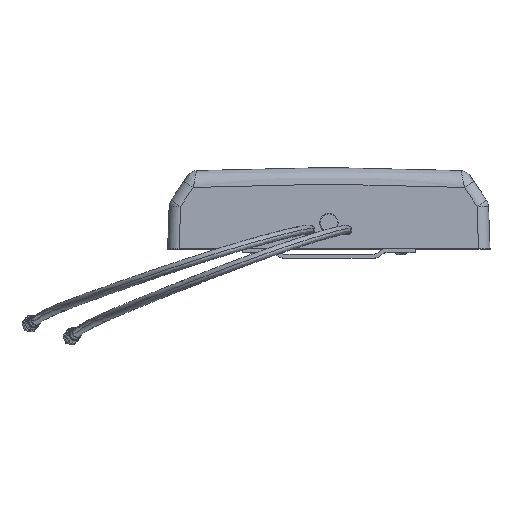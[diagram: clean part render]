
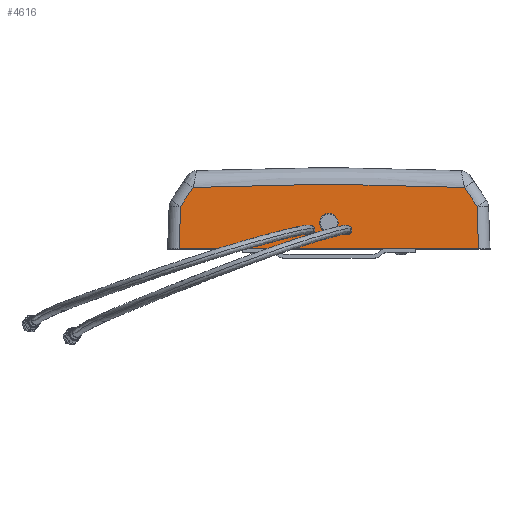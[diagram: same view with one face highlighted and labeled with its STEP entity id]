
A CAD part, top view. The second image highlights one B-rep face of the part: STEP entity #4616.
In plain terms, the highlighted planar face has unit normal (0, 0.035, 0.999).
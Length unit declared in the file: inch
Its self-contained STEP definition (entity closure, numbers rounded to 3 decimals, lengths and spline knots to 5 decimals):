
#4613 = EDGE_CURVE ( 'NONE', #4662, #4683, #13327, .T. ) ;
#4616 = ADVANCED_FACE ( 'NONE', ( #13394, #13302, #13331, #13373 ), #13367, .F. ) ;
#4617 = ORIENTED_EDGE ( 'NONE', *, *, #4637, .T. ) ;
#4623 = ORIENTED_EDGE ( 'NONE', *, *, #4613, .T. ) ;
#4629 = EDGE_CURVE ( 'NONE', #4635, #4662, #13424, .T. ) ;
#4631 = ORIENTED_EDGE ( 'NONE', *, *, #4629, .T. ) ;
#4633 = VERTEX_POINT ( 'NONE', #13372 ) ;
#4635 = VERTEX_POINT ( 'NONE', #13422 ) ;
#4637 = EDGE_CURVE ( 'NONE', #4633, #4635, #13408, .T. ) ;
#4640 = EDGE_CURVE ( 'NONE', #17862, #17867, #13413, .T. ) ;
#4662 = VERTEX_POINT ( 'NONE', #13436 ) ;
#4671 = EDGE_LOOP ( 'NONE', ( #4617, #4631, #4623, #4682, #4679, #4687 ) ) ;
#4679 = ORIENTED_EDGE ( 'NONE', *, *, #4681, .T. ) ;
#4680 = VERTEX_POINT ( 'NONE', #13482 ) ;
#4681 = EDGE_CURVE ( 'NONE', #4686, #4680, #13481, .T. ) ;
#4682 = ORIENTED_EDGE ( 'NONE', *, *, #4688, .T. ) ;
#4683 = VERTEX_POINT ( 'NONE', #13492 ) ;
#4686 = VERTEX_POINT ( 'NONE', #13428 ) ;
#4687 = ORIENTED_EDGE ( 'NONE', *, *, #4713, .T. ) ;
#4688 = EDGE_CURVE ( 'NONE', #4683, #4686, #13467, .T. ) ;
#4690 = EDGE_CURVE ( 'NONE', #17809, #17810, #13475, .T. ) ;
#4691 = EDGE_CURVE ( 'NONE', #17858, #17827, #13470, .T. ) ;
#4692 = ORIENTED_EDGE ( 'NONE', *, *, #4640, .F. ) ;
#4693 = ORIENTED_EDGE ( 'NONE', *, *, #4691, .F. ) ;
#4706 = ORIENTED_EDGE ( 'NONE', *, *, #17870, .F. ) ;
#4708 = EDGE_LOOP ( 'NONE', ( #4692, #4706 ) ) ;
#4709 = EDGE_LOOP ( 'NONE', ( #4715, #4712 ) ) ;
#4710 = EDGE_LOOP ( 'NONE', ( #4693, #4714 ) ) ;
#4712 = ORIENTED_EDGE ( 'NONE', *, *, #17792, .F. ) ;
#4713 = EDGE_CURVE ( 'NONE', #4680, #4633, #13562, .T. ) ;
#4714 = ORIENTED_EDGE ( 'NONE', *, *, #17854, .F. ) ;
#4715 = ORIENTED_EDGE ( 'NONE', *, *, #4690, .F. ) ;
#13302 = FACE_BOUND ( 'NONE', #4710, .T. ) ;
#13325 = CARTESIAN_POINT ( 'NONE',  ( -3.75761, 0.10911, 4.08994 ) ) ;
#13327 = LINE ( 'NONE', #13325, #13385 ) ;
#13331 = FACE_BOUND ( 'NONE', #4709, .T. ) ;
#13364 = DIRECTION ( 'NONE',  ( 0., 0.999, -0.035 ) ) ;
#13367 = PLANE ( 'NONE',  #13371 ) ;
#13371 = AXIS2_PLACEMENT_3D ( 'NONE', #13374, #13382, #13364 ) ;
#13372 = CARTESIAN_POINT ( 'NONE',  ( 3.21808, 0.91841, 4.06168 ) ) ;
#13373 = FACE_BOUND ( 'NONE', #4708, .T. ) ;
#13374 = CARTESIAN_POINT ( 'NONE',  ( -3.59375, 0., 4.09375 ) ) ;
#13382 = DIRECTION ( 'NONE',  ( 0., -0.035, -0.999 ) ) ;
#13383 = DIRECTION ( 'NONE',  ( -0.554, -0.832, 0.029 ) ) ;
#13385 = VECTOR ( 'NONE', #13383, 39.37008 ) ;
#13394 = FACE_OUTER_BOUND ( 'NONE', #4671, .T. ) ;
#13397 = CARTESIAN_POINT ( 'NONE',  ( 0., 0.54966, 4.07456 ) ) ;
#13399 = DIRECTION ( 'NONE',  ( -0.554, 0.832, -0.029 ) ) ;
#13400 = VECTOR ( 'NONE', #13399, 39.37008 ) ;
#13401 = AXIS2_PLACEMENT_3D ( 'NONE', #13397, #13460, #13459 ) ;
#13407 = CARTESIAN_POINT ( 'NONE',  ( 1.54794, 3.42362, 3.97419 ) ) ;
#13408 = LINE ( 'NONE', #13407, #13400 ) ;
#13413 = CIRCLE ( 'NONE', #13401, 0.2 ) ;
#13417 = CARTESIAN_POINT ( 'NONE',  ( -2.94515, 1.32781, 4.04738 ) ) ;
#13418 = CARTESIAN_POINT ( 'NONE',  ( -0.98248, 1.4224, 4.04408 ) ) ;
#13420 = CARTESIAN_POINT ( 'NONE',  ( 0.98248, 1.4224, 4.04408 ) ) ;
#13421 = CARTESIAN_POINT ( 'NONE',  ( 2.94515, 1.32781, 4.04738 ) ) ;
#13422 = CARTESIAN_POINT ( 'NONE',  ( 2.94515, 1.32781, 4.04738 ) ) ;
#13424 =( BOUNDED_CURVE ( )  B_SPLINE_CURVE ( 3, ( #13421, #13420, #13418, #13417 ),
 .UNSPECIFIED., .F., .T. ) 
 B_SPLINE_CURVE_WITH_KNOTS ( ( 4, 4 ),
 ( 3.09344, 3.18975 ),
 .UNSPECIFIED. ) 
 CURVE ( )  GEOMETRIC_REPRESENTATION_ITEM ( )  RATIONAL_B_SPLINE_CURVE ( ( 1., 0.999, 0.999, 1. ) ) 
 REPRESENTATION_ITEM ( '' )  );
#13428 = CARTESIAN_POINT ( 'NONE',  ( -3.25015, 0., 4.09375 ) ) ;
#13436 = CARTESIAN_POINT ( 'NONE',  ( -2.94515, 1.32781, 4.04738 ) ) ;
#13459 = DIRECTION ( 'NONE',  ( 0., 0.999, -0.035 ) ) ;
#13460 = DIRECTION ( 'NONE',  ( 0., 0.035, 0.999 ) ) ;
#13464 = DIRECTION ( 'NONE',  ( -0.035, -0.999, 0.035 ) ) ;
#13465 = VECTOR ( 'NONE', #13464, 39.37008 ) ;
#13466 = CARTESIAN_POINT ( 'NONE',  ( -3.25057, -0.01197, 4.09417 ) ) ;
#13467 = LINE ( 'NONE', #13466, #13465 ) ;
#13469 = CARTESIAN_POINT ( 'NONE',  ( -0.4, 0.39976, 4.07979 ) ) ;
#13470 = CIRCLE ( 'NONE', #13522, 0.096 ) ;
#13471 = DIRECTION ( 'NONE',  ( 1., 0., 0. ) ) ;
#13472 = VECTOR ( 'NONE', #13471, 39.37008 ) ;
#13475 = CIRCLE ( 'NONE', #13525, 0.096 ) ;
#13480 = CARTESIAN_POINT ( 'NONE',  ( -3.5, 0., 4.09375 ) ) ;
#13481 = LINE ( 'NONE', #13480, #13472 ) ;
#13482 = CARTESIAN_POINT ( 'NONE',  ( 3.25015, 0., 4.09375 ) ) ;
#13492 = CARTESIAN_POINT ( 'NONE',  ( -3.21808, 0.91841, 4.06168 ) ) ;
#13518 = DIRECTION ( 'NONE',  ( 0., -0.999, 0.035 ) ) ;
#13519 = DIRECTION ( 'NONE',  ( 0., 0.035, 0.999 ) ) ;
#13520 = CARTESIAN_POINT ( 'NONE',  ( 0.4, 0.39976, 4.07979 ) ) ;
#13522 = AXIS2_PLACEMENT_3D ( 'NONE', #13520, #13519, #13518 ) ;
#13523 = DIRECTION ( 'NONE',  ( 0., -0.999, 0.035 ) ) ;
#13524 = DIRECTION ( 'NONE',  ( 0., 0.035, 0.999 ) ) ;
#13525 = AXIS2_PLACEMENT_3D ( 'NONE', #13469, #13524, #13523 ) ;
#13559 = DIRECTION ( 'NONE',  ( -0.035, 0.999, -0.035 ) ) ;
#13560 = VECTOR ( 'NONE', #13559, 39.37008 ) ;
#13561 = CARTESIAN_POINT ( 'NONE',  ( 3.24183, 0.23841, 4.08542 ) ) ;
#13562 = LINE ( 'NONE', #13561, #13560 ) ;
#15877 = CARTESIAN_POINT ( 'NONE',  ( -0.4, 0.39976, 4.07979 ) ) ;
#15878 = AXIS2_PLACEMENT_3D ( 'NONE', #15877, #15919, #15918 ) ;
#15892 = CIRCLE ( 'NONE', #15878, 0.096 ) ;
#15902 = CARTESIAN_POINT ( 'NONE',  ( -0.4, 0.4957, 4.07644 ) ) ;
#15907 = CARTESIAN_POINT ( 'NONE',  ( -0.4, 0.30381, 4.08314 ) ) ;
#15918 = DIRECTION ( 'NONE',  ( 0., -0.999, 0.035 ) ) ;
#15919 = DIRECTION ( 'NONE',  ( 0., 0.035, 0.999 ) ) ;
#15980 = CARTESIAN_POINT ( 'NONE',  ( 0.4, 0.4957, 4.07644 ) ) ;
#15994 = CIRCLE ( 'NONE', #16014, 0.096 ) ;
#16002 = DIRECTION ( 'NONE',  ( 0., 0.035, 0.999 ) ) ;
#16007 = CARTESIAN_POINT ( 'NONE',  ( 0.4, 0.39976, 4.07979 ) ) ;
#16010 = CARTESIAN_POINT ( 'NONE',  ( 0.4, 0.30381, 4.08314 ) ) ;
#16013 = DIRECTION ( 'NONE',  ( 0., -0.999, 0.035 ) ) ;
#16014 = AXIS2_PLACEMENT_3D ( 'NONE', #16007, #16002, #16013 ) ;
#16068 = CARTESIAN_POINT ( 'NONE',  ( 0., 0.74954, 4.06758 ) ) ;
#16082 = CARTESIAN_POINT ( 'NONE',  ( 0., 0.34979, 4.08154 ) ) ;
#16083 = CIRCLE ( 'NONE', #16135, 0.2 ) ;
#16124 = DIRECTION ( 'NONE',  ( 0., 0.999, -0.035 ) ) ;
#16133 = DIRECTION ( 'NONE',  ( 0., 0.035, 0.999 ) ) ;
#16135 = AXIS2_PLACEMENT_3D ( 'NONE', #16136, #16133, #16124 ) ;
#16136 = CARTESIAN_POINT ( 'NONE',  ( 0., 0.54966, 4.07456 ) ) ;
#17792 = EDGE_CURVE ( 'NONE', #17810, #17809, #15892, .T. ) ;
#17809 = VERTEX_POINT ( 'NONE', #15907 ) ;
#17810 = VERTEX_POINT ( 'NONE', #15902 ) ;
#17827 = VERTEX_POINT ( 'NONE', #15980 ) ;
#17854 = EDGE_CURVE ( 'NONE', #17827, #17858, #15994, .T. ) ;
#17858 = VERTEX_POINT ( 'NONE', #16010 ) ;
#17862 = VERTEX_POINT ( 'NONE', #16068 ) ;
#17867 = VERTEX_POINT ( 'NONE', #16082 ) ;
#17870 = EDGE_CURVE ( 'NONE', #17867, #17862, #16083, .T. ) ;
